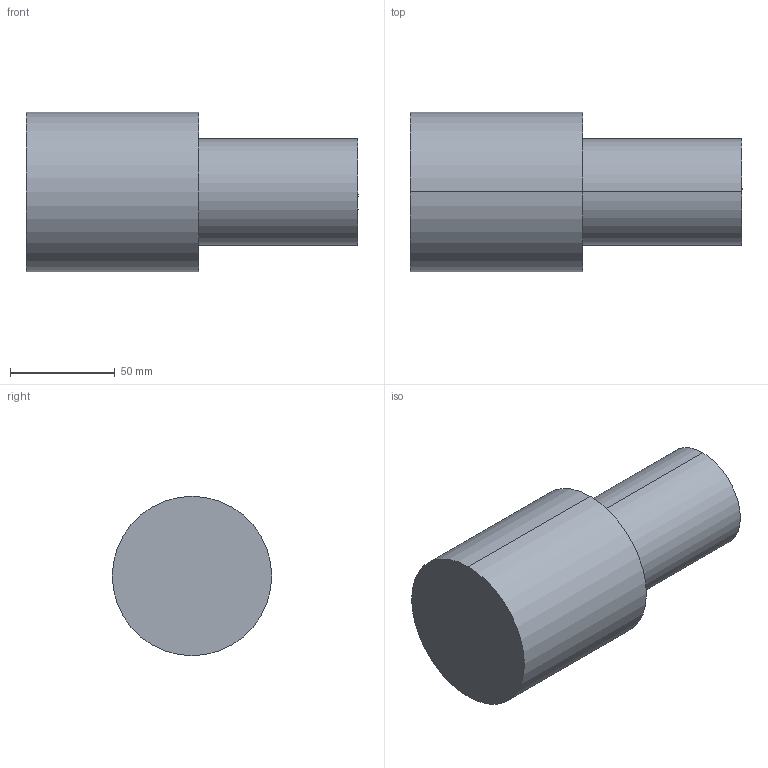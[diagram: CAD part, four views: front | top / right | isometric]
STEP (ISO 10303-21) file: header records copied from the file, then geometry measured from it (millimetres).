
FILE_DESCRIPTION (( 'STEP AP214' ), '1' );
FILE_NAME ('3T-2-3.STEP', '2020-10-28T00:37:53', ( '' ), ( '' ), 'SwSTEP 2.0', 'SolidWorks 2019', '' );
FILE_SCHEMA (( 'AUTOMOTIVE_DESIGN' ));
Length unit declared in the file: inch
Products named in the file (1): 3T-2-3
Bounding box: 158.75 x 76.2 x 76.2 mm (x, y, z)
Volume: 530902.8 mm3; surface area: 41043.3 mm2
Topology: 1 solids, 1 shells, 39 faces, 246 edges, 242 vertices
Faces by surface type: plane 35, cylinder 4
Entity records: 3437 total; most frequent: CARTESIAN_POINT 1475, ORIENTED_EDGE 492, DIRECTION 259, EDGE_CURVE 246, VERTEX_POINT 242, LINE 163, VECTOR 163, B_SPLINE_CURVE_WITH_KNOTS 75
